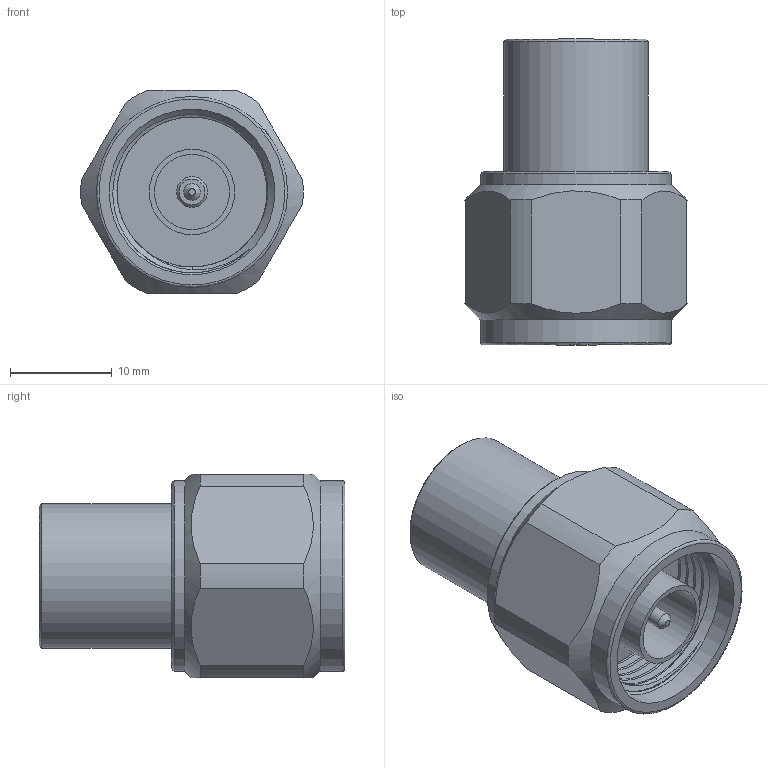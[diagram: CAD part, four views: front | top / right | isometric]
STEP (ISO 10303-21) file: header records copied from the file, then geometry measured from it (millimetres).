
FILE_DESCRIPTION (( 'STEP AP203' ), '1' );
FILE_NAME ('STN0610_3D.step', '2021-07-08T15:20:11', ( '' ), ( '' ), 'SwSTEP 2.0', 'SolidWorks 2020', '' );
FILE_SCHEMA (( 'CONFIG_CONTROL_DESIGN' ));
Length unit declared in the file: inch
Products named in the file (1): STN0610_3D
Bounding box: 21.82 x 30 x 20 mm (x, y, z)
Volume: 6289.7 mm3; surface area: 3077.3 mm2
Topology: 1 solids, 1 shells, 41 faces, 95 edges, 62 vertices
Faces by surface type: cylinder 15, plane 14, cone 8, bspline 4
Full cylindrical faces by diameter (mm): 1.651 x1, 3.048 x1, 7.366 x1, 8.382 x1, 14.224 x1, 16.256 x1, 18.735 x2
Entity records: 2180 total; most frequent: CARTESIAN_POINT 1329, DIRECTION 156, ORIENTED_EDGE 140, AXIS2_PLACEMENT_3D 72, EDGE_CURVE 70, EDGE_LOOP 62, VERTEX_POINT 54, FACE_OUTER_BOUND 49
